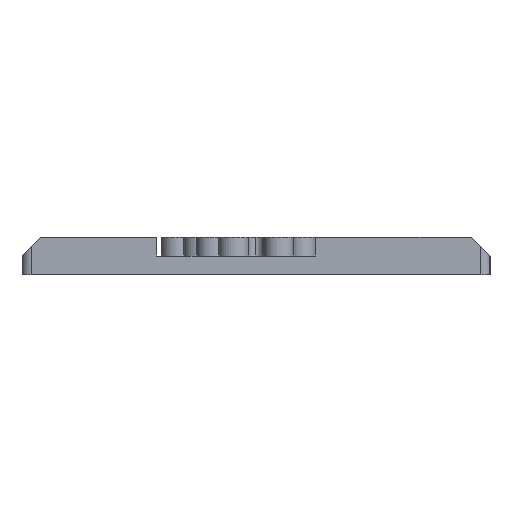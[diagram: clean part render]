
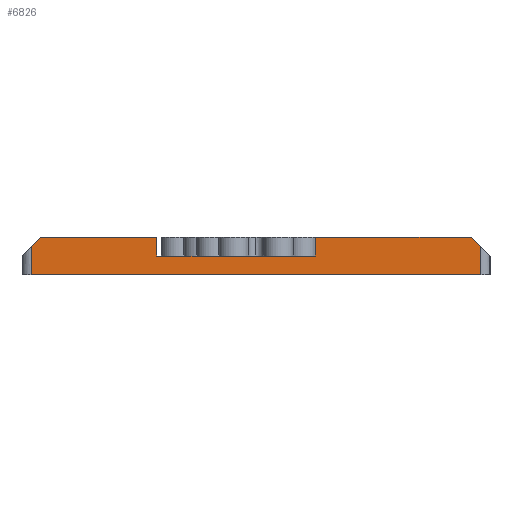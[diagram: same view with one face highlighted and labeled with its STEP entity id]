
A CAD part, left-side view. The second image highlights one B-rep face of the part: STEP entity #6826.
In plain terms, the highlighted planar face has unit normal (-1, 0, 0).
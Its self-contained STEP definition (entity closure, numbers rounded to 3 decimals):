
#1050=PLANE('',#7282);
#1114=FACE_OUTER_BOUND('',#1503,.T.);
#1503=EDGE_LOOP('',(#4603,#4604,#4605,#4606,#4607,#4608,#4609,#4610,#4611,
#4612));
#1866=LINE('',#8685,#2067);
#1873=LINE('',#8703,#2074);
#1874=LINE('',#8707,#2075);
#1875=LINE('',#8711,#2076);
#1877=LINE('',#8717,#2078);
#1878=LINE('',#8719,#2079);
#1879=LINE('',#8721,#2080);
#1880=LINE('',#8723,#2081);
#1881=LINE('',#8724,#2082);
#1882=LINE('',#8725,#2083);
#2067=VECTOR('',#7799,10.);
#2074=VECTOR('',#7816,10.);
#2075=VECTOR('',#7821,10.);
#2076=VECTOR('',#7826,10.);
#2078=VECTOR('',#7832,10.);
#2079=VECTOR('',#7833,10.);
#2080=VECTOR('',#7834,10.);
#2081=VECTOR('',#7835,10.);
#2082=VECTOR('',#7836,10.);
#2083=VECTOR('',#7837,10.);
#2515=VERTEX_POINT('',#8682);
#2516=VERTEX_POINT('',#8684);
#2521=VERTEX_POINT('',#8700);
#2522=VERTEX_POINT('',#8702);
#2523=VERTEX_POINT('',#8706);
#2524=VERTEX_POINT('',#8710);
#2526=VERTEX_POINT('',#8716);
#2527=VERTEX_POINT('',#8718);
#2528=VERTEX_POINT('',#8720);
#2529=VERTEX_POINT('',#8722);
#3352=EDGE_CURVE('',#2515,#2516,#1866,.T.);
#3361=EDGE_CURVE('',#2521,#2522,#1873,.T.);
#3363=EDGE_CURVE('',#2522,#2523,#1874,.T.);
#3365=EDGE_CURVE('',#2524,#2523,#1875,.T.);
#3368=EDGE_CURVE('',#2521,#2526,#1877,.T.);
#3369=EDGE_CURVE('',#2526,#2527,#1878,.T.);
#3370=EDGE_CURVE('',#2527,#2528,#1879,.T.);
#3371=EDGE_CURVE('',#2528,#2529,#1880,.T.);
#3372=EDGE_CURVE('',#2529,#2516,#1881,.T.);
#3373=EDGE_CURVE('',#2524,#2515,#1882,.T.);
#4603=ORIENTED_EDGE('',*,*,#3363,.F.);
#4604=ORIENTED_EDGE('',*,*,#3361,.F.);
#4605=ORIENTED_EDGE('',*,*,#3368,.T.);
#4606=ORIENTED_EDGE('',*,*,#3369,.T.);
#4607=ORIENTED_EDGE('',*,*,#3370,.T.);
#4608=ORIENTED_EDGE('',*,*,#3371,.T.);
#4609=ORIENTED_EDGE('',*,*,#3372,.T.);
#4610=ORIENTED_EDGE('',*,*,#3352,.F.);
#4611=ORIENTED_EDGE('',*,*,#3373,.F.);
#4612=ORIENTED_EDGE('',*,*,#3365,.T.);
#6826=ADVANCED_FACE('',(#1114),#1050,.F.);
#7282=AXIS2_PLACEMENT_3D('',#8715,#7830,#7831);
#7799=DIRECTION('',(0.,-0.707,0.707));
#7816=DIRECTION('',(0.,-0.707,-0.707));
#7821=DIRECTION('',(0.,0.,-1.));
#7826=DIRECTION('',(0.,-1.,0.));
#7830=DIRECTION('center_axis',(1.,0.,0.));
#7831=DIRECTION('ref_axis',(0.,0.,-1.));
#7832=DIRECTION('',(0.,1.,0.));
#7833=DIRECTION('',(0.,0.,-1.));
#7834=DIRECTION('',(0.,1.,0.));
#7835=DIRECTION('',(0.,0.,1.));
#7836=DIRECTION('',(0.,1.,0.));
#7837=DIRECTION('',(0.,0.,1.));
#8682=CARTESIAN_POINT('',(0.,48.,-2.));
#8684=CARTESIAN_POINT('',(0.,46.,0.));
#8685=CARTESIAN_POINT('',(0.,36.5,9.5));
#8700=CARTESIAN_POINT('',(0.,-46.,0.));
#8702=CARTESIAN_POINT('',(0.,-48.,-2.));
#8703=CARTESIAN_POINT('',(0.,-36.5,9.5));
#8706=CARTESIAN_POINT('',(0.,-48.,-8.));
#8707=CARTESIAN_POINT('',(0.,-48.,-2.));
#8710=CARTESIAN_POINT('',(0.,48.,-8.));
#8711=CARTESIAN_POINT('',(0.,50.,-8.));
#8715=CARTESIAN_POINT('Origin',(0.,0.,-4.));
#8716=CARTESIAN_POINT('',(0.,-12.699,0.));
#8717=CARTESIAN_POINT('',(0.,-6.634,0.));
#8718=CARTESIAN_POINT('',(0.,-12.699,-4.));
#8719=CARTESIAN_POINT('',(0.,-12.699,-2.));
#8720=CARTESIAN_POINT('',(0.,21.179,-4.));
#8721=CARTESIAN_POINT('',(0.,-6.219,-4.));
#8722=CARTESIAN_POINT('',(0.,21.179,0.));
#8723=CARTESIAN_POINT('',(0.,21.179,-4.));
#8724=CARTESIAN_POINT('',(0.,-3.11,0.));
#8725=CARTESIAN_POINT('',(0.,48.,-6.));
